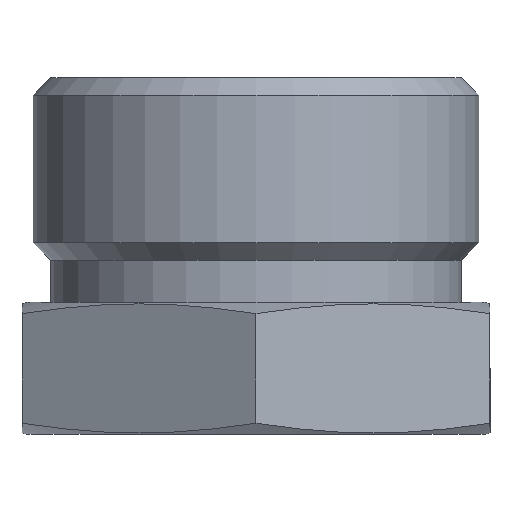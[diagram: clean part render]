
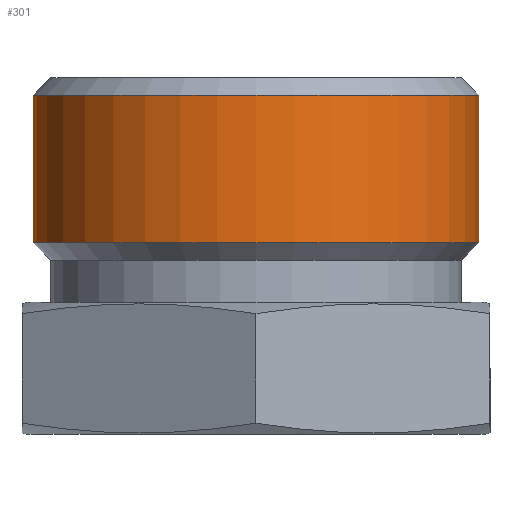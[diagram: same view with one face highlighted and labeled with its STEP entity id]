
A CAD part, front view. The second image highlights one B-rep face of the part: STEP entity #301.
In plain terms, the highlighted cylindrical face has radius 15.85 mm (diameter 31.7 mm), a full revolution.
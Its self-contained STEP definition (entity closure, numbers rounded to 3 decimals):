
#53=LINE('',#557,#66);
#66=VECTOR('',#439,15.85);
#70=CYLINDRICAL_SURFACE('',#359,15.85);
#85=FACE_OUTER_BOUND('',#105,.T.);
#105=EDGE_LOOP('',(#265,#266,#267,#268,#269,#270));
#121=CIRCLE('',#345,15.85);
#124=CIRCLE('',#348,15.85);
#126=CIRCLE('',#353,15.85);
#127=CIRCLE('',#354,15.85);
#137=VERTEX_POINT('',#478);
#138=VERTEX_POINT('',#479);
#154=VERTEX_POINT('',#542);
#155=VERTEX_POINT('',#544);
#168=EDGE_CURVE('',#137,#138,#121,.T.);
#172=EDGE_CURVE('',#138,#137,#124,.T.);
#189=EDGE_CURVE('',#155,#154,#126,.T.);
#190=EDGE_CURVE('',#154,#155,#127,.T.);
#196=EDGE_CURVE('',#155,#138,#53,.T.);
#265=ORIENTED_EDGE('',*,*,#189,.T.);
#266=ORIENTED_EDGE('',*,*,#190,.T.);
#267=ORIENTED_EDGE('',*,*,#196,.T.);
#268=ORIENTED_EDGE('',*,*,#172,.T.);
#269=ORIENTED_EDGE('',*,*,#168,.T.);
#270=ORIENTED_EDGE('',*,*,#196,.F.);
#301=ADVANCED_FACE('',(#85),#70,.T.);
#345=AXIS2_PLACEMENT_3D('',#480,#400,#401);
#348=AXIS2_PLACEMENT_3D('',#486,#407,#408);
#353=AXIS2_PLACEMENT_3D('',#545,#420,#421);
#354=AXIS2_PLACEMENT_3D('',#546,#422,#423);
#359=AXIS2_PLACEMENT_3D('',#556,#437,#438);
#400=DIRECTION('center_axis',(0.,0.,1.));
#401=DIRECTION('ref_axis',(1.,0.,0.));
#407=DIRECTION('center_axis',(0.,0.,1.));
#408=DIRECTION('ref_axis',(1.,0.,0.));
#420=DIRECTION('center_axis',(0.,0.,-1.));
#421=DIRECTION('ref_axis',(1.,0.,0.));
#422=DIRECTION('center_axis',(0.,0.,-1.));
#423=DIRECTION('ref_axis',(1.,0.,0.));
#437=DIRECTION('center_axis',(0.,0.,1.));
#438=DIRECTION('ref_axis',(1.,0.,0.));
#439=DIRECTION('',(0.,0.,-1.));
#478=CARTESIAN_POINT('',(0.,-15.85,13.65));
#479=CARTESIAN_POINT('',(-15.85,0.,13.65));
#480=CARTESIAN_POINT('Origin',(0.,0.,13.65));
#486=CARTESIAN_POINT('Origin',(0.,0.,13.65));
#542=CARTESIAN_POINT('',(0.,-15.85,24.15));
#544=CARTESIAN_POINT('',(-15.85,0.,24.15));
#545=CARTESIAN_POINT('Origin',(0.,0.,24.15));
#546=CARTESIAN_POINT('Origin',(0.,0.,24.15));
#556=CARTESIAN_POINT('Origin',(0.,0.,12.4));
#557=CARTESIAN_POINT('',(-15.85,0.,12.4));
